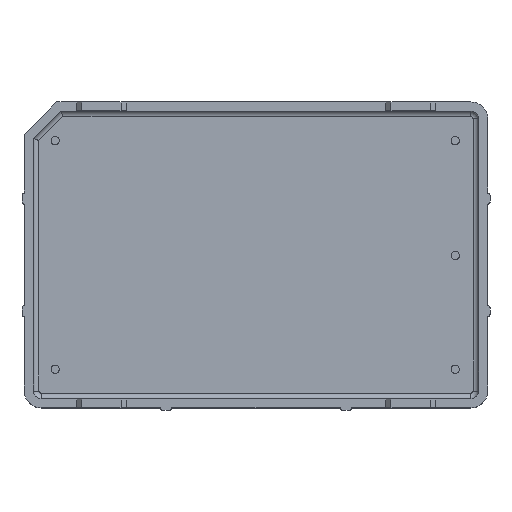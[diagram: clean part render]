
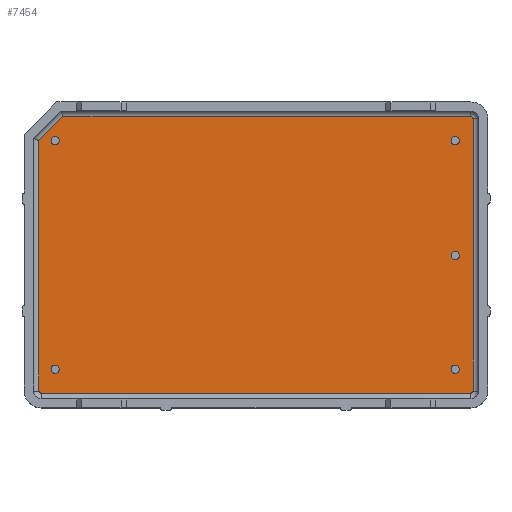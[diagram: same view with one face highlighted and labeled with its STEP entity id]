
A CAD part, top view. The second image highlights one B-rep face of the part: STEP entity #7454.
In plain terms, the highlighted planar face has unit normal (0, 0, 1).
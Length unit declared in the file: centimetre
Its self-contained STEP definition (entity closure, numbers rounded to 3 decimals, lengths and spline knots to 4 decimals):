
#247=PLANE('',#7921);
#626=VECTOR('',#8541,1.);
#627=VECTOR('',#8552,1.);
#628=VECTOR('',#8560,1.);
#629=VECTOR('',#8570,1.);
#630=VECTOR('',#8578,1.);
#1516=LINE('',#10075,#626);
#1517=LINE('',#10085,#627);
#1518=LINE('',#10091,#628);
#1519=LINE('',#10099,#629);
#1520=LINE('',#10105,#630);
#2405=VERTEX_POINT('',#10076);
#2406=VERTEX_POINT('',#10077);
#2407=VERTEX_POINT('',#10082);
#2408=VERTEX_POINT('',#10084);
#2409=VERTEX_POINT('',#10088);
#2410=VERTEX_POINT('',#10094);
#2411=VERTEX_POINT('',#10098);
#2412=VERTEX_POINT('',#10102);
#2413=VERTEX_POINT('',#10108);
#2414=VERTEX_POINT('',#10110);
#2415=VERTEX_POINT('',#10112);
#2416=VERTEX_POINT('',#10114);
#2417=VERTEX_POINT('',#10116);
#3070=CIRCLE('',#7909,0.02);
#3073=CIRCLE('',#7914,0.02);
#3076=CIRCLE('',#7919,0.02);
#3077=CIRCLE('',#7922,0.0365);
#3078=CIRCLE('',#7923,0.0365);
#3079=CIRCLE('',#7924,0.0365);
#3080=CIRCLE('',#7925,0.0365);
#3081=CIRCLE('',#7926,0.0365);
#3296=EDGE_CURVE('',#2405,#2406,#1516,.T.);
#3301=EDGE_CURVE('',#2408,#2407,#1517,.T.);
#3302=EDGE_CURVE('',#2407,#2409,#3070,.T.);
#3304=EDGE_CURVE('',#2409,#2405,#1518,.T.);
#3306=EDGE_CURVE('',#2410,#2408,#3073,.T.);
#3308=EDGE_CURVE('',#2411,#2410,#1519,.T.);
#3310=EDGE_CURVE('',#2412,#2411,#3076,.T.);
#3311=EDGE_CURVE('',#2406,#2412,#1520,.T.);
#3312=EDGE_CURVE('',#2413,#2413,#3077,.T.);
#3313=EDGE_CURVE('',#2414,#2414,#3078,.T.);
#3314=EDGE_CURVE('',#2415,#2415,#3079,.T.);
#3315=EDGE_CURVE('',#2416,#2416,#3080,.T.);
#3316=EDGE_CURVE('',#2417,#2417,#3081,.T.);
#4592=ORIENTED_EDGE('',*,*,#3312,.T.);
#4593=ORIENTED_EDGE('',*,*,#3313,.T.);
#4594=ORIENTED_EDGE('',*,*,#3314,.T.);
#4595=ORIENTED_EDGE('',*,*,#3315,.T.);
#4596=ORIENTED_EDGE('',*,*,#3316,.T.);
#4597=ORIENTED_EDGE('',*,*,#3304,.F.);
#4598=ORIENTED_EDGE('',*,*,#3302,.F.);
#4599=ORIENTED_EDGE('',*,*,#3301,.F.);
#4600=ORIENTED_EDGE('',*,*,#3306,.F.);
#4601=ORIENTED_EDGE('',*,*,#3308,.F.);
#4602=ORIENTED_EDGE('',*,*,#3310,.F.);
#4603=ORIENTED_EDGE('',*,*,#3311,.F.);
#4604=ORIENTED_EDGE('',*,*,#3296,.F.);
#6526=EDGE_LOOP('',(#4592));
#6527=EDGE_LOOP('',(#4593));
#6528=EDGE_LOOP('',(#4594));
#6529=EDGE_LOOP('',(#4595));
#6530=EDGE_LOOP('',(#4596));
#6531=EDGE_LOOP('',(#4597,#4598,#4599,#4600,#4601,#4602,#4603,#4604));
#6991=FACE_BOUND('',#6526,.T.);
#6992=FACE_BOUND('',#6527,.T.);
#6993=FACE_BOUND('',#6528,.T.);
#6994=FACE_BOUND('',#6529,.T.);
#6995=FACE_BOUND('',#6530,.T.);
#6996=FACE_BOUND('',#6531,.T.);
#7454=ADVANCED_FACE('',(#6991,#6992,#6993,#6994,#6995,#6996),#247,.T.);
#7909=AXIS2_PLACEMENT_3D('',#10087,#8554,#8555);
#7914=AXIS2_PLACEMENT_3D('',#10095,#8564,#8565);
#7919=AXIS2_PLACEMENT_3D('',#10103,#8574,#8575);
#7921=AXIS2_PLACEMENT_3D('',#10106,#8579,$);
#7922=AXIS2_PLACEMENT_3D('',#10107,#8580,#8581);
#7923=AXIS2_PLACEMENT_3D('',#10109,#8582,#8583);
#7924=AXIS2_PLACEMENT_3D('',#10111,#8584,#8585);
#7925=AXIS2_PLACEMENT_3D('',#10113,#8586,#8587);
#7926=AXIS2_PLACEMENT_3D('',#10115,#8588,#8589);
#8541=DIRECTION('',(0.707,0.707,0.));
#8552=DIRECTION('',(-1.,0.,0.));
#8554=DIRECTION('',(0.,0.,-1.));
#8555=DIRECTION('',(-0.014,-0.014,0.));
#8560=DIRECTION('',(0.,1.,0.));
#8564=DIRECTION('',(0.,0.,-1.));
#8565=DIRECTION('',(0.014,-0.014,0.));
#8570=DIRECTION('',(0.,-1.,0.));
#8574=DIRECTION('',(0.,0.,-1.));
#8575=DIRECTION('',(0.014,0.014,0.));
#8578=DIRECTION('',(1.,0.,0.));
#8579=DIRECTION('',(0.,0.,1.));
#8580=DIRECTION('',(0.,0.,-1.));
#8581=DIRECTION('',(-0.036,0.008,0.));
#8582=DIRECTION('',(0.,0.,-1.));
#8583=DIRECTION('',(-0.036,0.008,0.));
#8584=DIRECTION('',(0.,0.,-1.));
#8585=DIRECTION('',(-0.036,0.008,0.));
#8586=DIRECTION('',(0.,0.,-1.));
#8587=DIRECTION('',(-0.036,0.008,0.));
#8588=DIRECTION('',(0.,0.,-1.));
#8589=DIRECTION('',(-0.036,0.008,0.));
#10075=CARTESIAN_POINT('',(-1.6465,1.2996,0.746));
#10076=CARTESIAN_POINT('',(-1.93,1.0162,0.746));
#10077=CARTESIAN_POINT('',(-1.7162,1.23,0.746));
#10082=CARTESIAN_POINT('',(-1.91,-1.23,0.746));
#10084=CARTESIAN_POINT('',(1.91,-1.23,0.746));
#10085=CARTESIAN_POINT('',(0.0091,-1.23,0.746));
#10087=CARTESIAN_POINT('',(-1.91,-1.21,0.746));
#10088=CARTESIAN_POINT('',(-1.93,-1.21,0.746));
#10091=CARTESIAN_POINT('',(-1.93,-0.0494,0.746));
#10094=CARTESIAN_POINT('',(1.93,-1.21,0.746));
#10095=CARTESIAN_POINT('',(1.91,-1.21,0.746));
#10098=CARTESIAN_POINT('',(1.93,1.21,0.746));
#10099=CARTESIAN_POINT('',(1.93,-0.0061,0.746));
#10102=CARTESIAN_POINT('',(1.91,1.23,0.746));
#10103=CARTESIAN_POINT('',(1.91,1.21,0.746));
#10105=CARTESIAN_POINT('',(0.0524,1.23,0.746));
#10106=CARTESIAN_POINT('',(0.0183,-0.0122,0.746));
#10107=CARTESIAN_POINT('',(1.771,-1.017,0.746));
#10108=CARTESIAN_POINT('',(1.8065,-1.0254,0.746));
#10109=CARTESIAN_POINT('',(1.771,1.015,0.746));
#10110=CARTESIAN_POINT('',(1.8065,1.0066,0.746));
#10111=CARTESIAN_POINT('',(-1.785,1.015,0.746));
#10112=CARTESIAN_POINT('',(-1.7495,1.0066,0.746));
#10113=CARTESIAN_POINT('',(-1.785,-1.017,0.746));
#10114=CARTESIAN_POINT('',(-1.7495,-1.0254,0.746));
#10115=CARTESIAN_POINT('',(1.771,-0.005,0.746));
#10116=CARTESIAN_POINT('',(1.8065,-0.0134,0.746));
